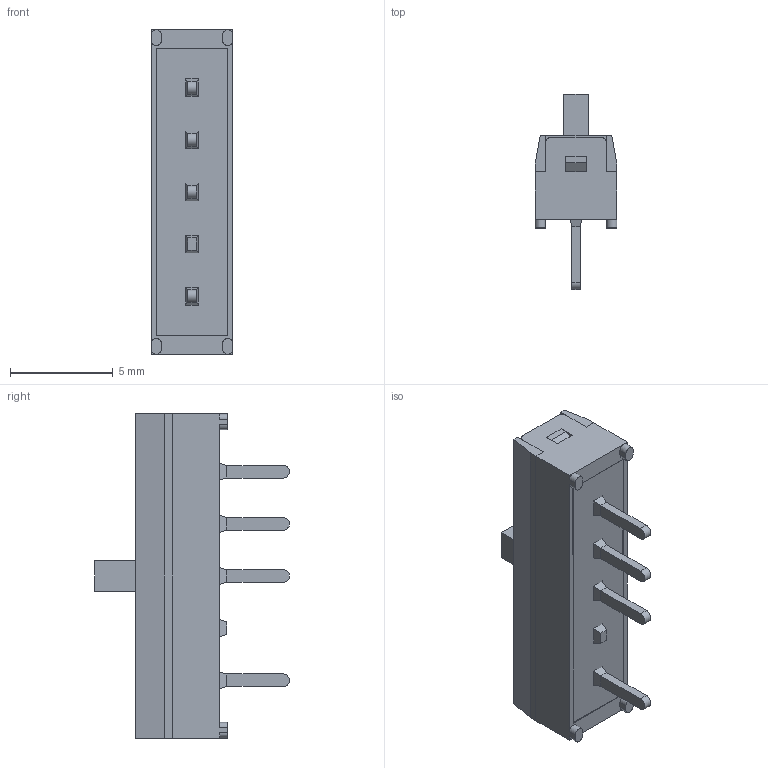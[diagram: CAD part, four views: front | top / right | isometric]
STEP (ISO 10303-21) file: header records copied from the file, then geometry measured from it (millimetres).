
FILE_DESCRIPTION(/* description */ ('STEP AP203'),/* implementation_level */ '2;1');
FILE_NAME(/* name */ 'SS14MDP2',/* time_stamp */ '2023-04-19T22:16:00+02:00',/* author */ ('License CC BY-ND 4.0'),/* organization */ ('CADENAS'),/* preprocessor_version */ 'ST-DEVELOPER v19.3',/* originating_system */ 'PARTsolutions',/* authorisation */ ' ');
FILE_SCHEMA (('CONFIG_CONTROL_DESIGN'));
Length unit declared in the file: inch
Products named in the file (5): SS14MDP2; SS14MDP2actut; SS14MDP2body1; SS14MDP2bd14m; SS14MDP2body2
Assembly tree (4 placements, depth 2):
  SS14MDP2
    SS14MDP2actut
    SS14MDP2body1
    SS14MDP2bd14m
    SS14MDP2body2
Bounding box: 3.99 x 9.5 x 15.8 mm (x, y, z)
Volume: 257.9 mm3; surface area: 597.1 mm2
Topology: 4 solids, 4 shells, 138 faces, 348 edges, 224 vertices
Faces by surface type: plane 122, cylinder 16
Entity records: 4196 total; most frequent: CARTESIAN_POINT 715, ORIENTED_EDGE 696, DIRECTION 670, EDGE_CURVE 348, LINE 312, VECTOR 312, VERTEX_POINT 224, AXIS2_PLACEMENT_3D 179
